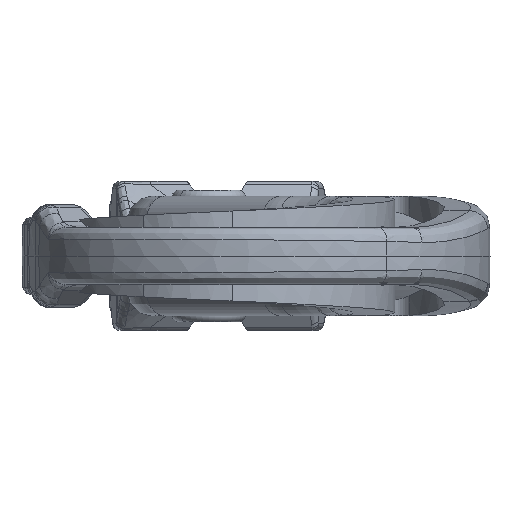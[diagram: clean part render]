
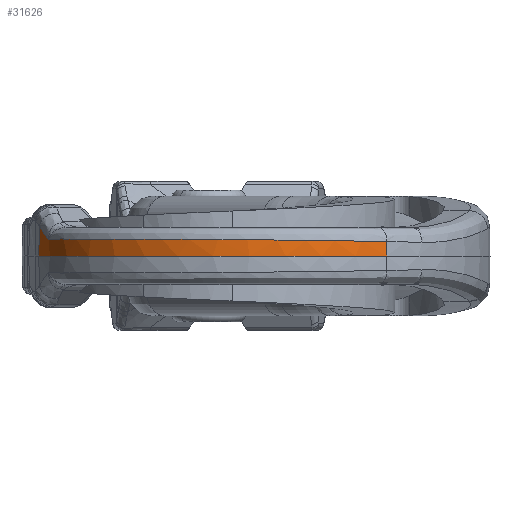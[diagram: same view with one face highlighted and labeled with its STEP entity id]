
A CAD part, front view. The second image highlights one B-rep face of the part: STEP entity #31626.
In plain terms, the highlighted conical face has half-angle 1 degrees and reference radius 91.362 mm.
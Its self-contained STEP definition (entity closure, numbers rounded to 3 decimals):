
#19567=CARTESIAN_POINT('',(-0.008,-94.904,
-5.907));
#19633=DIRECTION('',(0.016,0.008,1.));
#19634=VECTOR('',#19633,11.922);
#19635=CARTESIAN_POINT('',(74.441,37.63,
-11.92));
#19636=LINE('',#19635,#19634);
#19637=CARTESIAN_POINT('',(79.6,25.647,
-6.816));
#19638=CARTESIAN_POINT('',(79.314,26.467,
-7.175));
#19639=CARTESIAN_POINT('',(78.718,28.1,
-7.885));
#19640=CARTESIAN_POINT('',(77.757,30.52,
-8.924));
#19641=CARTESIAN_POINT('',(76.725,32.92,
-9.943));
#19642=CARTESIAN_POINT('',(75.623,35.291,
-10.942));
#19643=CARTESIAN_POINT('',(74.843,36.854,
-11.596));
#19644=CARTESIAN_POINT('',(74.441,37.63,
-11.92));
#19646=CARTESIAN_POINT('',(83.151,11.673,
-7.));
#19647=CARTESIAN_POINT('',(82.879,13.255,
-7.));
#19648=CARTESIAN_POINT('',(82.261,16.398,
-6.731));
#19649=CARTESIAN_POINT('',(81.07,21.065,
-6.84));
#19650=CARTESIAN_POINT('',(80.117,24.128,
-6.818));
#19651=CARTESIAN_POINT('',(79.6,25.647,
-6.816));
#19653=CARTESIAN_POINT('',(-0.008,-94.904,
-5.907));
#19654=CARTESIAN_POINT('',(0.965,-94.831,
-5.923));
#19655=CARTESIAN_POINT('',(2.909,-94.653,
-5.953));
#19656=CARTESIAN_POINT('',(5.814,-94.292,
-5.998));
#19657=CARTESIAN_POINT('',(8.706,-93.838,
-6.042));
#19658=CARTESIAN_POINT('',(11.582,-93.292,
-6.085));
#19659=CARTESIAN_POINT('',(14.439,-92.655,
-6.128));
#19660=CARTESIAN_POINT('',(17.275,-91.926,
-6.169));
#19661=CARTESIAN_POINT('',(20.085,-91.106,
-6.209));
#19662=CARTESIAN_POINT('',(22.868,-90.197,
-6.248));
#19663=CARTESIAN_POINT('',(25.62,-89.2,
-6.287));
#19664=CARTESIAN_POINT('',(28.339,-88.115,
-6.324));
#19665=CARTESIAN_POINT('',(31.021,-86.943,
-6.36));
#19666=CARTESIAN_POINT('',(33.665,-85.686,
-6.395));
#19667=CARTESIAN_POINT('',(36.267,-84.345,
-6.428));
#19668=CARTESIAN_POINT('',(38.825,-82.921,
-6.461));
#19669=CARTESIAN_POINT('',(41.335,-81.416,
-6.492));
#19670=CARTESIAN_POINT('',(43.797,-79.832,
-6.522));
#19671=CARTESIAN_POINT('',(46.206,-78.169,
-6.551));
#19672=CARTESIAN_POINT('',(48.561,-76.431,
-6.578));
#19673=CARTESIAN_POINT('',(50.859,-74.617,
-6.604));
#19674=CARTESIAN_POINT('',(53.097,-72.731,
-6.629));
#19675=CARTESIAN_POINT('',(55.274,-70.775,
-6.653));
#19676=CARTESIAN_POINT('',(57.388,-68.749,
-6.674));
#19677=CARTESIAN_POINT('',(59.435,-66.657,
-6.695));
#19678=CARTESIAN_POINT('',(61.414,-64.501,
-6.714));
#19679=CARTESIAN_POINT('',(63.324,-62.282,
-6.731));
#19680=CARTESIAN_POINT('',(65.161,-60.003,
-6.747));
#19681=CARTESIAN_POINT('',(66.924,-57.667,
-6.762));
#19682=CARTESIAN_POINT('',(68.611,-55.275,
-6.774));
#19683=CARTESIAN_POINT('',(70.221,-52.831,
-6.785));
#19684=CARTESIAN_POINT('',(71.752,-50.336,
-6.795));
#19685=CARTESIAN_POINT('',(73.202,-47.795,
-6.803));
#19686=CARTESIAN_POINT('',(74.569,-45.209,
-6.809));
#19687=CARTESIAN_POINT('',(75.853,-42.58,
-6.813));
#19688=CARTESIAN_POINT('',(77.051,-39.915,
-6.816));
#19689=CARTESIAN_POINT('',(78.163,-37.213,
-6.816));
#19690=CARTESIAN_POINT('',(79.19,-34.471,
-6.816));
#19691=CARTESIAN_POINT('',(80.128,-31.699,
-6.816));
#19692=CARTESIAN_POINT('',(80.977,-28.898,
-6.816));
#19693=CARTESIAN_POINT('',(81.736,-26.071,
-6.816));
#19694=CARTESIAN_POINT('',(82.404,-23.222,
-6.816));
#19695=CARTESIAN_POINT('',(82.98,-20.352,
-6.816));
#19696=CARTESIAN_POINT('',(83.464,-17.466,
-6.816));
#19697=CARTESIAN_POINT('',(83.855,-14.566,
-6.816));
#19698=CARTESIAN_POINT('',(84.154,-11.654,
-6.816));
#19699=CARTESIAN_POINT('',(84.359,-8.735,
-6.816));
#19700=CARTESIAN_POINT('',(84.47,-5.81,
-6.816));
#19701=CARTESIAN_POINT('',(84.487,-2.883,
-6.816));
#19702=CARTESIAN_POINT('',(84.411,0.042,
-6.816));
#19703=CARTESIAN_POINT('',(84.241,2.964,
-6.816));
#19704=CARTESIAN_POINT('',(83.978,5.879,
-6.816));
#19705=CARTESIAN_POINT('',(83.621,8.784,
-6.816));
#19706=CARTESIAN_POINT('',(83.321,10.712,
-6.816));
#19707=CARTESIAN_POINT('',(83.156,11.673,
-6.816));
#19709=DIRECTION('',(-0.001,0.017,-1.));
#19710=VECTOR('',#19709,5.908);
#19711=CARTESIAN_POINT('',(0.,-95.007,0.));
#19712=LINE('',#19711,#19710);
#19713=CARTESIAN_POINT('',(-6.87,-3.8,0.));
#19714=DIRECTION('',(0.,0.,1.));
#19715=DIRECTION('',(0.075,-0.997,0.));
#19716=AXIS2_PLACEMENT_3D('',#19713,#19714,#19715);
#21544=CARTESIAN_POINT('',(79.6,25.647,
-6.816));
#21561=DIRECTION('',(0.023,-0.002,1.));
#21562=VECTOR('',#21561,0.092);
#21563=CARTESIAN_POINT('',(83.154,11.673,
-6.908));
#21564=LINE('',#21563,#21562);
#21565=DIRECTION('',(0.032,-0.001,0.999));
#21566=VECTOR('',#21565,0.092);
#21567=CARTESIAN_POINT('',(83.151,11.673,
-7.));
#21568=LINE('',#21567,#21566);
#22488=VERTEX_POINT('',#19567);
#22518=VERTEX_POINT('',#21544);
#22521=VERTEX_POINT('',#19644);
#22553=CARTESIAN_POINT('',(0.,-95.007,0.));
#22555=VERTEX_POINT('',#22553);
#22556=CARTESIAN_POINT('',(74.626,37.725,
0.));
#22557=VERTEX_POINT('',#22556);
#22630=VERTEX_POINT('',#19707);
#22728=CARTESIAN_POINT('',(83.154,11.673,
-6.908));
#22729=VERTEX_POINT('',#22728);
#22730=CARTESIAN_POINT('',(83.151,11.673,
-7.));
#22731=VERTEX_POINT('',#22730);
#31604=CARTESIAN_POINT('',(-6.87,-3.8,-5.96));
#31605=DIRECTION('',(0.,0.,1.));
#31606=DIRECTION('',(1.,0.,0.));
#31607=AXIS2_PLACEMENT_3D('',#31604,#31605,#31606);
#31608=CONICAL_SURFACE('',#31607,91.362,1.);
#31610=ORIENTED_EDGE('',*,*,#31609,.T.);
#31612=ORIENTED_EDGE('',*,*,#31611,.F.);
#31614=ORIENTED_EDGE('',*,*,#31613,.F.);
#31616=ORIENTED_EDGE('',*,*,#31615,.F.);
#31618=ORIENTED_EDGE('',*,*,#31617,.T.);
#31620=ORIENTED_EDGE('',*,*,#31619,.T.);
#31622=ORIENTED_EDGE('',*,*,#31621,.F.);
#31623=ORIENTED_EDGE('',*,*,#31589,.F.);
#31624=EDGE_LOOP('',(#31610,#31612,#31614,#31616,#31618,#31620,#31622,#31623));
#31625=FACE_OUTER_BOUND('',#31624,.F.);
#31626=ADVANCED_FACE('',(#31625),#31608,.T.);
#19645=B_SPLINE_CURVE_WITH_KNOTS('',3,(#19637,#19638,#19639,#19640,#19641,
#19642,#19643,#19644),.UNSPECIFIED.,.F.,.F.,(4,1,1,1,1,4),(0.,0.2,0.4,
0.6,0.8,1.),.UNSPECIFIED.);
#19652=B_SPLINE_CURVE_WITH_KNOTS('',3,(#19646,#19647,#19648,#19649,#19650,
#19651),.UNSPECIFIED.,.F.,.F.,(4,1,1,4),(0.,0.333,
0.667,1.),.UNSPECIFIED.);
#19708=B_SPLINE_CURVE_WITH_KNOTS('',3,(#19653,#19654,#19655,#19656,#19657,
#19658,#19659,#19660,#19661,#19662,#19663,#19664,#19665,#19666,#19667,#19668,
#19669,#19670,#19671,#19672,#19673,#19674,#19675,#19676,#19677,#19678,#19679,
#19680,#19681,#19682,#19683,#19684,#19685,#19686,#19687,#19688,#19689,#19690,
#19691,#19692,#19693,#19694,#19695,#19696,#19697,#19698,#19699,#19700,#19701,
#19702,#19703,#19704,#19705,#19706,#19707),.UNSPECIFIED.,.F.,.F.,(4,1,1,1,1,1,1,
1,1,1,1,1,1,1,1,1,1,1,1,1,1,1,1,1,1,1,1,1,1,1,1,1,1,1,1,1,1,1,1,1,1,1,1,1,1,1,1,
1,1,1,1,1,4),(0.,0.019,0.038,0.058,
0.077,0.096,0.115,0.135,
0.154,0.173,0.192,0.212,
0.231,0.25,0.269,0.288,0.308,
0.327,0.346,0.365,0.385,
0.404,0.423,0.442,0.462,
0.481,0.5,0.519,0.538,0.558,
0.577,0.596,0.615,0.635,
0.654,0.673,0.692,0.712,
0.731,0.75,0.769,0.788,0.808,
0.827,0.846,0.865,0.885,
0.904,0.923,0.942,0.962,
0.981,1.),.UNSPECIFIED.);
#19717=CIRCLE('',#19716,91.466);
#31589=EDGE_CURVE('',#22555,#22488,#19712,.T.);
#31609=EDGE_CURVE('',#22555,#22557,#19717,.T.);
#31611=EDGE_CURVE('',#22521,#22557,#19636,.T.);
#31613=EDGE_CURVE('',#22518,#22521,#19645,.T.);
#31615=EDGE_CURVE('',#22731,#22518,#19652,.T.);
#31617=EDGE_CURVE('',#22731,#22729,#21568,.T.);
#31619=EDGE_CURVE('',#22729,#22630,#21564,.T.);
#31621=EDGE_CURVE('',#22488,#22630,#19708,.T.);
